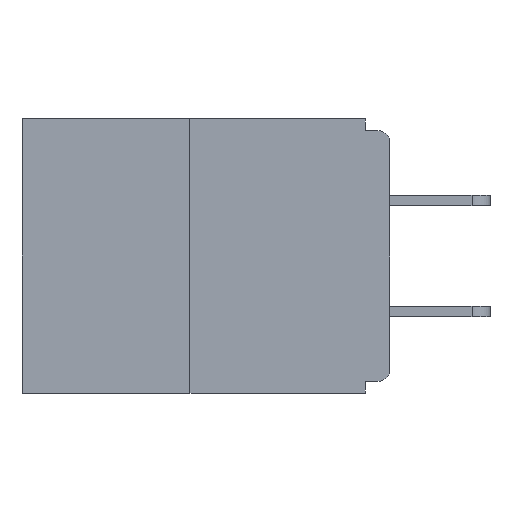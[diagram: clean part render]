
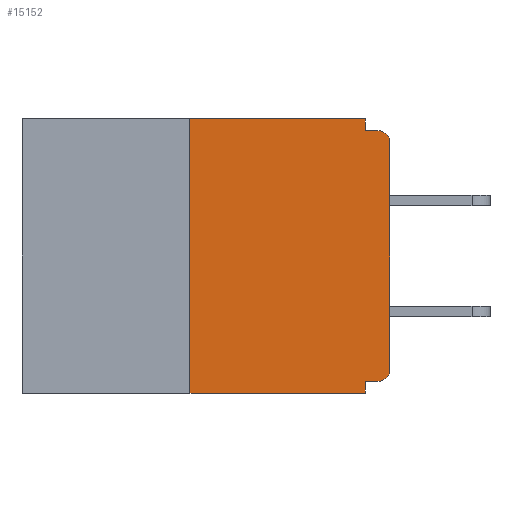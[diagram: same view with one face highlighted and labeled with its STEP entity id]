
A CAD part, left-side view. The second image highlights one B-rep face of the part: STEP entity #15152.
In plain terms, the highlighted planar face has unit normal (-1, 0, 0).
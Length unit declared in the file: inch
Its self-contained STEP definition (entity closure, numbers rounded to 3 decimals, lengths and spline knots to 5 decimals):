
#347 = AXIS2_PLACEMENT_3D ( 'NONE', #1383, #1220, #9743 ) ;
#609 = ORIENTED_EDGE ( 'NONE', *, *, #10635, .F. ) ;
#761 = EDGE_CURVE ( 'NONE', #7902, #7193, #14815, .T. ) ;
#1087 = DIRECTION ( 'NONE',  ( 0., 1., 0. ) ) ;
#1220 = DIRECTION ( 'NONE',  ( -1., 0., 0. ) ) ;
#1260 = VERTEX_POINT ( 'NONE', #6613 ) ;
#1302 = CARTESIAN_POINT ( 'NONE',  ( 0., 0., -0.015 ) ) ;
#1345 = CARTESIAN_POINT ( 'NONE',  ( 0., 0.031, -0.015 ) ) ;
#1383 = CARTESIAN_POINT ( 'NONE',  ( 0., 0.015, -0.313 ) ) ;
#1469 = DIRECTION ( 'NONE',  ( 0., 0., -1. ) ) ;
#1671 = VERTEX_POINT ( 'NONE', #6780 ) ;
#1811 = CIRCLE ( 'NONE', #8744, 0.015 ) ;
#1932 = CARTESIAN_POINT ( 'NONE',  ( 0., 0.015, -0.328 ) ) ;
#2046 = ORIENTED_EDGE ( 'NONE', *, *, #7383, .T. ) ;
#2099 = VECTOR ( 'NONE', #13519, 39.37008 ) ;
#2120 = EDGE_CURVE ( 'NONE', #6113, #14422, #15530, .T. ) ;
#2384 = VERTEX_POINT ( 'NONE', #4748 ) ;
#2393 = PLANE ( 'NONE',  #11404 ) ;
#2868 = LINE ( 'NONE', #3111, #15071 ) ;
#2943 = CARTESIAN_POINT ( 'NONE',  ( 0., 0.25, 0. ) ) ;
#3046 = CARTESIAN_POINT ( 'NONE',  ( 0., 0.015, -0.03 ) ) ;
#3111 = CARTESIAN_POINT ( 'NONE',  ( 0., 0.46, -0.343 ) ) ;
#3306 = LINE ( 'NONE', #5305, #10938 ) ;
#3614 = DIRECTION ( 'NONE',  ( 0., 0., 1. ) ) ;
#3621 = DIRECTION ( 'NONE',  ( 1., 0., 0. ) ) ;
#3754 = VECTOR ( 'NONE', #3614, 39.37008 ) ;
#4362 = CARTESIAN_POINT ( 'NONE',  ( 0., 0.25, -0.343 ) ) ;
#4375 = EDGE_CURVE ( 'NONE', #4425, #1671, #1811, .T. ) ;
#4425 = VERTEX_POINT ( 'NONE', #10289 ) ;
#4748 = CARTESIAN_POINT ( 'NONE',  ( 0., 0.031, -0.328 ) ) ;
#5116 = DIRECTION ( 'NONE',  ( 0., 0., -1. ) ) ;
#5305 = CARTESIAN_POINT ( 'NONE',  ( 0., 0.46, 0. ) ) ;
#5389 = ORIENTED_EDGE ( 'NONE', *, *, #4375, .T. ) ;
#5473 = LINE ( 'NONE', #15595, #3754 ) ;
#6113 = VERTEX_POINT ( 'NONE', #1932 ) ;
#6613 = CARTESIAN_POINT ( 'NONE',  ( 0., 0.031, -0.343 ) ) ;
#6780 = CARTESIAN_POINT ( 'NONE',  ( 0., 0.015, -0.015 ) ) ;
#7193 = VERTEX_POINT ( 'NONE', #1345 ) ;
#7231 = CARTESIAN_POINT ( 'NONE',  ( 0., 0., 0. ) ) ;
#7272 = CARTESIAN_POINT ( 'NONE',  ( 0., 0.031, 0. ) ) ;
#7383 = EDGE_CURVE ( 'NONE', #10845, #1260, #2868, .T. ) ;
#7407 = EDGE_CURVE ( 'NONE', #6113, #2384, #14317, .T. ) ;
#7883 = DIRECTION ( 'NONE',  ( 0., -1., 0. ) ) ;
#7902 = VERTEX_POINT ( 'NONE', #9568 ) ;
#8744 = AXIS2_PLACEMENT_3D ( 'NONE', #3046, #15043, #15206 ) ;
#9072 = EDGE_CURVE ( 'NONE', #10845, #13610, #5473, .T. ) ;
#9523 = ORIENTED_EDGE ( 'NONE', *, *, #7407, .F. ) ;
#9568 = CARTESIAN_POINT ( 'NONE',  ( 0., 0.031, 0. ) ) ;
#9666 = VECTOR ( 'NONE', #1469, 39.37008 ) ;
#9743 = DIRECTION ( 'NONE',  ( 0., 0., -1. ) ) ;
#9758 = CARTESIAN_POINT ( 'NONE',  ( 0., 0., -0.313 ) ) ;
#9864 = DIRECTION ( 'NONE',  ( 0., 0., 1. ) ) ;
#10289 = CARTESIAN_POINT ( 'NONE',  ( 0., 0., -0.03 ) ) ;
#10296 = VECTOR ( 'NONE', #1087, 39.37008 ) ;
#10297 = EDGE_CURVE ( 'NONE', #14422, #4425, #15520, .T. ) ;
#10635 = EDGE_CURVE ( 'NONE', #13610, #7902, #3306, .T. ) ;
#10845 = VERTEX_POINT ( 'NONE', #4362 ) ;
#10938 = VECTOR ( 'NONE', #7883, 39.37008 ) ;
#11146 = VECTOR ( 'NONE', #9864, 39.37008 ) ;
#11404 = AXIS2_PLACEMENT_3D ( 'NONE', #15705, #3621, #12190 ) ;
#11643 = DIRECTION ( 'NONE',  ( 0., -1., 0. ) ) ;
#11702 = ORIENTED_EDGE ( 'NONE', *, *, #10297, .T. ) ;
#11883 = ORIENTED_EDGE ( 'NONE', *, *, #14618, .F. ) ;
#12066 = CARTESIAN_POINT ( 'NONE',  ( 0., 0., -0.328 ) ) ;
#12134 = LINE ( 'NONE', #12330, #9666 ) ;
#12190 = DIRECTION ( 'NONE',  ( 0., 0., -1. ) ) ;
#12330 = CARTESIAN_POINT ( 'NONE',  ( 0., 0.031, -0.343 ) ) ;
#12574 = EDGE_CURVE ( 'NONE', #7193, #1671, #13734, .T. ) ;
#12626 = ORIENTED_EDGE ( 'NONE', *, *, #9072, .F. ) ;
#12797 = EDGE_LOOP ( 'NONE', ( #609, #12626, #2046, #11883, #9523, #15002, #11702, #5389, #13650, #13560 ) ) ;
#13315 = FACE_OUTER_BOUND ( 'NONE', #12797, .T. ) ;
#13519 = DIRECTION ( 'NONE',  ( 0., -1., 0. ) ) ;
#13560 = ORIENTED_EDGE ( 'NONE', *, *, #761, .F. ) ;
#13610 = VERTEX_POINT ( 'NONE', #2943 ) ;
#13650 = ORIENTED_EDGE ( 'NONE', *, *, #12574, .F. ) ;
#13734 = LINE ( 'NONE', #1302, #2099 ) ;
#14317 = LINE ( 'NONE', #12066, #10296 ) ;
#14422 = VERTEX_POINT ( 'NONE', #9758 ) ;
#14618 = EDGE_CURVE ( 'NONE', #2384, #1260, #12134, .T. ) ;
#14815 = LINE ( 'NONE', #7272, #15383 ) ;
#15002 = ORIENTED_EDGE ( 'NONE', *, *, #2120, .T. ) ;
#15043 = DIRECTION ( 'NONE',  ( -1., 0., 0. ) ) ;
#15071 = VECTOR ( 'NONE', #11643, 39.37008 ) ;
#15152 = ADVANCED_FACE ( 'NONE', ( #13315 ), #2393, .F. ) ;
#15206 = DIRECTION ( 'NONE',  ( 0., 0., -1. ) ) ;
#15383 = VECTOR ( 'NONE', #5116, 39.37008 ) ;
#15520 = LINE ( 'NONE', #7231, #11146 ) ;
#15530 = CIRCLE ( 'NONE', #347, 0.015 ) ;
#15595 = CARTESIAN_POINT ( 'NONE',  ( 0., 0.25, 0. ) ) ;
#15705 = CARTESIAN_POINT ( 'NONE',  ( 0., 0.46, 0. ) ) ;
